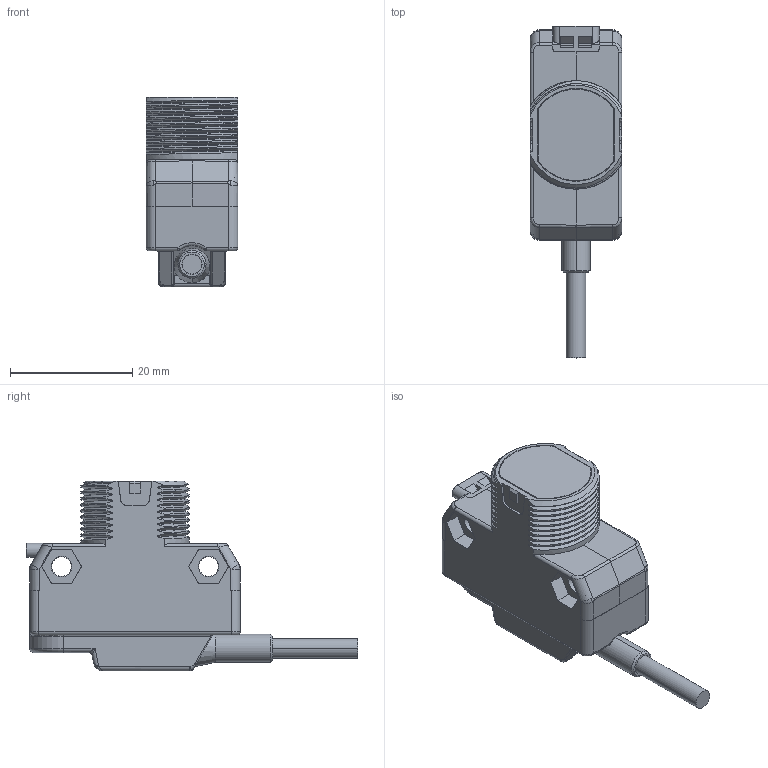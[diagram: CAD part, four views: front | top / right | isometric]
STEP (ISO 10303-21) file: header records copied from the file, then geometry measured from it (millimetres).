
FILE_DESCRIPTION((''),'2;1');
FILE_NAME('139467_SM01_ASM','2022-04-27T08:02:08',('PDMAdmin'),('BANNER ENGINEERING'),'CREO PARAMETRIC BY PTC INC, 2019292','CREO PARAMETRIC BY PTC INC, 2019292','');
FILE_SCHEMA(('CONFIG_CONTROL_DESIGN'));
Products named in the file (3): 139467_EP01; ASSEMBLY_55816; 139467_SM01_ASM
Assembly tree (2 placements, depth 2):
  139467_SM01_ASM
    139467_EP01
    ASSEMBLY_55816
Bounding box: 15 x 54.39 x 31.1 mm (x, y, z)
Volume: 11154.6 mm3; surface area: 4659.3 mm2
Topology: 2 solids, 2 shells, 391 faces, 982 edges, 610 vertices
Faces by surface type: plane 128, cylinder 120, bspline 97, cone 22, torus 16, sphere 8
Entity records: 17692 total; most frequent: CARTESIAN_POINT 9010, ORIENTED_EDGE 1960, DIRECTION 1499, EDGE_CURVE 980, VERTEX_POINT 610, AXIS2_PLACEMENT_3D 508, VECTOR 483, LINE 483
